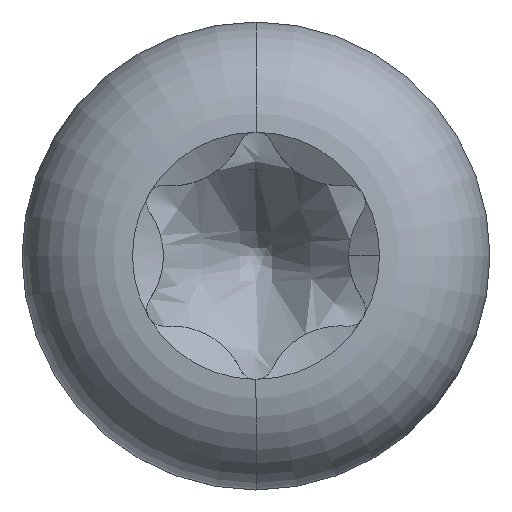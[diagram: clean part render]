
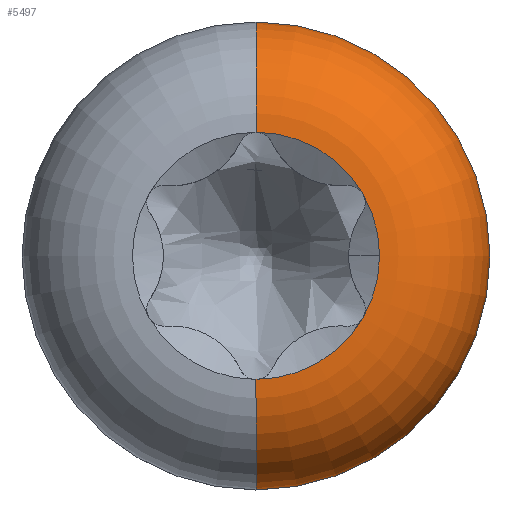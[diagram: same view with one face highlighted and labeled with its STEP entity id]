
A CAD part, top view. The second image highlights one B-rep face of the part: STEP entity #5497.
In plain terms, the highlighted toroidal (fillet/blend) face has major radius 0.597 mm and minor radius 0.533 mm.
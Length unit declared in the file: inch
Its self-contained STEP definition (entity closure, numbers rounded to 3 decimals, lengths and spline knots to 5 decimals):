
#251 = EDGE_LOOP ( 'NONE', ( #3068, #3069, #3071, #3027, #3028, #3070, #3062, #3076 ) ) ;
#390 = DIRECTION ( 'NONE',  ( 0., 1., 0. ) ) ;
#391 = DIRECTION ( 'NONE',  ( 0., 0., -1. ) ) ;
#394 = CARTESIAN_POINT ( 'NONE',  ( 0., 0., 0.025 ) ) ;
#604 = CARTESIAN_POINT ( 'NONE',  ( 0., 0.0235, 0.025 ) ) ;
#623 = VERTEX_POINT ( 'NONE', #809 ) ;
#627 = VERTEX_POINT ( 'NONE', #810 ) ;
#633 = VERTEX_POINT ( 'NONE', #804 ) ;
#644 = VERTEX_POINT ( 'NONE', #654 ) ;
#654 = CARTESIAN_POINT ( 'NONE',  ( 0.0235, 0., 0.025 ) ) ;
#695 = CARTESIAN_POINT ( 'NONE',  ( 0., -0.0445, 0.00425 ) ) ;
#745 = CARTESIAN_POINT ( 'NONE',  ( 0.0445, 0., 0.00425 ) ) ;
#752 = CARTESIAN_POINT ( 'NONE',  ( 0., 0., 0.00425 ) ) ;
#782 = CARTESIAN_POINT ( 'NONE',  ( 0., 0.0445, 0.00425 ) ) ;
#804 = CARTESIAN_POINT ( 'NONE',  ( 0., -0.0235, 0.025 ) ) ;
#809 = CARTESIAN_POINT ( 'NONE',  ( 0.02035, -0.01175, 0.025 ) ) ;
#810 = CARTESIAN_POINT ( 'NONE',  ( 0.02035, 0.01175, 0.025 ) ) ;
#838 = VERTEX_POINT ( 'NONE', #745 ) ;
#910 = VERTEX_POINT ( 'NONE', #782 ) ;
#922 = VERTEX_POINT ( 'NONE', #695 ) ;
#937 = VERTEX_POINT ( 'NONE', #604 ) ;
#1146 = DIRECTION ( 'NONE',  ( 0., 1., 0. ) ) ;
#1148 = DIRECTION ( 'NONE',  ( 0., 1., 0. ) ) ;
#1150 = DIRECTION ( 'NONE',  ( 0., 0., -1. ) ) ;
#1151 = CARTESIAN_POINT ( 'NONE',  ( 0., 0., 0.00425 ) ) ;
#1533 = DIRECTION ( 'NONE',  ( 0., 0., -1. ) ) ;
#1685 = DIRECTION ( 'NONE',  ( 0., 1., 0. ) ) ;
#1688 = CARTESIAN_POINT ( 'NONE',  ( 0., 0., 0.004 ) ) ;
#1690 = DIRECTION ( 'NONE',  ( 0., 0., -1. ) ) ;
#1852 = CARTESIAN_POINT ( 'NONE',  ( 0., 0., 0.025 ) ) ;
#1853 = DIRECTION ( 'NONE',  ( 0., 1., 0. ) ) ;
#1856 = DIRECTION ( 'NONE',  ( 0., 0., -1. ) ) ;
#2642 = AXIS2_PLACEMENT_3D ( 'NONE', #1688, #1690, #1685 ) ;
#3027 = ORIENTED_EDGE ( 'NONE', *, *, #3481, .F. ) ;
#3028 = ORIENTED_EDGE ( 'NONE', *, *, #3855, .F. ) ;
#3062 = ORIENTED_EDGE ( 'NONE', *, *, #3870, .T. ) ;
#3068 = ORIENTED_EDGE ( 'NONE', *, *, #3744, .T. ) ;
#3069 = ORIENTED_EDGE ( 'NONE', *, *, #3825, .T. ) ;
#3070 = ORIENTED_EDGE ( 'NONE', *, *, #3817, .T. ) ;
#3071 = ORIENTED_EDGE ( 'NONE', *, *, #3681, .F. ) ;
#3076 = ORIENTED_EDGE ( 'NONE', *, *, #3847, .T. ) ;
#3481 = EDGE_CURVE ( 'NONE', #910, #838, #5195, .T. ) ;
#3502 = AXIS2_PLACEMENT_3D ( 'NONE', #5886, #5880, #5884 ) ;
#3510 = AXIS2_PLACEMENT_3D ( 'NONE', #5949, #5986, #5985 ) ;
#3529 = AXIS2_PLACEMENT_3D ( 'NONE', #394, #391, #390 ) ;
#3543 = AXIS2_PLACEMENT_3D ( 'NONE', #1151, #1150, #1148 ) ;
#3565 = AXIS2_PLACEMENT_3D ( 'NONE', #752, #1533, #1146 ) ;
#3681 = EDGE_CURVE ( 'NONE', #838, #922, #5229, .T. ) ;
#3727 = AXIS2_PLACEMENT_3D ( 'NONE', #5432, #5424, #5430 ) ;
#3744 = EDGE_CURVE ( 'NONE', #623, #633, #5266, .T. ) ;
#3795 = AXIS2_PLACEMENT_3D ( 'NONE', #5435, #5437, #5434 ) ;
#3817 = EDGE_CURVE ( 'NONE', #937, #627, #5308, .T. ) ;
#3825 = EDGE_CURVE ( 'NONE', #633, #922, #5310, .T. ) ;
#3847 = EDGE_CURVE ( 'NONE', #644, #623, #5323, .T. ) ;
#3855 = EDGE_CURVE ( 'NONE', #937, #910, #5329, .T. ) ;
#3870 = EDGE_CURVE ( 'NONE', #627, #644, #5338, .T. ) ;
#3883 = AXIS2_PLACEMENT_3D ( 'NONE', #1852, #1856, #1853 ) ;
#5195 = CIRCLE ( 'NONE', #3565, 0.0445 ) ;
#5229 = CIRCLE ( 'NONE', #3543, 0.0445 ) ;
#5266 = CIRCLE ( 'NONE', #3529, 0.0235 ) ;
#5308 = CIRCLE ( 'NONE', #3510, 0.0235 ) ;
#5310 = CIRCLE ( 'NONE', #3502, 0.021 ) ;
#5323 = CIRCLE ( 'NONE', #3795, 0.0235 ) ;
#5329 = CIRCLE ( 'NONE', #3727, 0.021 ) ;
#5338 = CIRCLE ( 'NONE', #3883, 0.0235 ) ;
#5424 = DIRECTION ( 'NONE',  ( -1., 0., 0. ) ) ;
#5430 = DIRECTION ( 'NONE',  ( 0., 0., 1. ) ) ;
#5432 = CARTESIAN_POINT ( 'NONE',  ( 0., 0.0235, 0.004 ) ) ;
#5434 = DIRECTION ( 'NONE',  ( 0., 1., 0. ) ) ;
#5435 = CARTESIAN_POINT ( 'NONE',  ( 0., 0., 0.025 ) ) ;
#5437 = DIRECTION ( 'NONE',  ( 0., 0., -1. ) ) ;
#5497 = ADVANCED_FACE ( 'NONE', ( #5589 ), #5590, .T. ) ;
#5589 = FACE_OUTER_BOUND ( 'NONE', #251, .T. ) ;
#5590 = TOROIDAL_SURFACE ( 'NONE', #2642, 0.0235, 0.021 ) ;
#5880 = DIRECTION ( 'NONE',  ( 1., 0., 0. ) ) ;
#5884 = DIRECTION ( 'NONE',  ( 0., 1., 0. ) ) ;
#5886 = CARTESIAN_POINT ( 'NONE',  ( 0., -0.0235, 0.004 ) ) ;
#5949 = CARTESIAN_POINT ( 'NONE',  ( 0., 0., 0.025 ) ) ;
#5985 = DIRECTION ( 'NONE',  ( 0., 1., 0. ) ) ;
#5986 = DIRECTION ( 'NONE',  ( 0., 0., -1. ) ) ;
